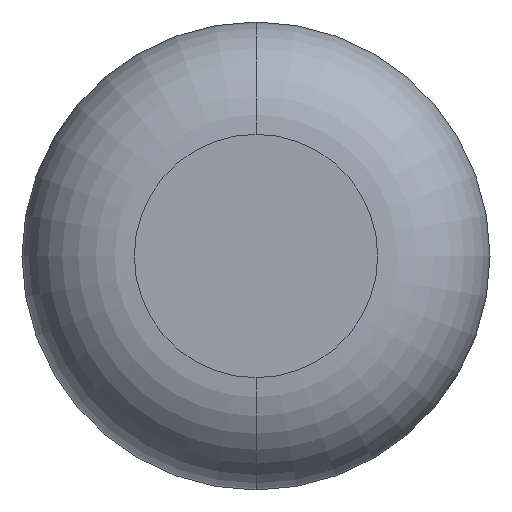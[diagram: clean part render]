
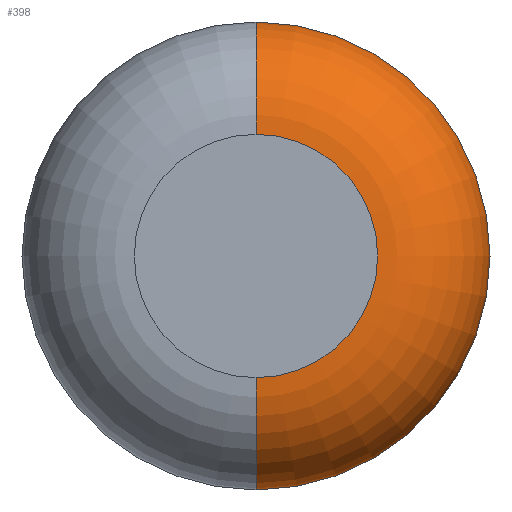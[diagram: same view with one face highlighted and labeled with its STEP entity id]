
A CAD part, front view. The second image highlights one B-rep face of the part: STEP entity #398.
In plain terms, the highlighted toroidal (fillet/blend) face has major radius 0.826 mm and minor radius 0.762 mm.
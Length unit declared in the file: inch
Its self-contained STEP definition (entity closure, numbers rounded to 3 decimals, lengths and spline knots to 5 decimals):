
#17 = DIRECTION ( 'NONE',  ( 0., 0., -1. ) ) ;
#21 = CIRCLE ( 'NONE', #139, 0.0625 ) ;
#22 = TOROIDAL_SURFACE ( 'NONE', #232, 0.0325, 0.03 ) ;
#40 = CARTESIAN_POINT ( 'NONE',  ( 0., 0., -0.0325 ) ) ;
#61 = DIRECTION ( 'NONE',  ( 0., 0., -1. ) ) ;
#74 = DIRECTION ( 'NONE',  ( 0., 0., -1. ) ) ;
#103 = CARTESIAN_POINT ( 'NONE',  ( 0., 0.03, 0.0325 ) ) ;
#130 = ORIENTED_EDGE ( 'NONE', *, *, #382, .T. ) ;
#139 = AXIS2_PLACEMENT_3D ( 'NONE', #536, #284, #74 ) ;
#146 = DIRECTION ( 'NONE',  ( 0., 0., 1. ) ) ;
#171 = ORIENTED_EDGE ( 'NONE', *, *, #289, .F. ) ;
#172 = CARTESIAN_POINT ( 'NONE',  ( 0., 0., 0.0325 ) ) ;
#184 = AXIS2_PLACEMENT_3D ( 'NONE', #250, #431, #205 ) ;
#193 = CARTESIAN_POINT ( 'NONE',  ( 0., 0.03, -0.0325 ) ) ;
#205 = DIRECTION ( 'NONE',  ( 0., 0., -1. ) ) ;
#222 = ORIENTED_EDGE ( 'NONE', *, *, #513, .F. ) ;
#232 = AXIS2_PLACEMENT_3D ( 'NONE', #346, #325, #61 ) ;
#235 = DIRECTION ( 'NONE',  ( 1., 0., 0. ) ) ;
#250 = CARTESIAN_POINT ( 'NONE',  ( 0., 0., 0. ) ) ;
#257 = CIRCLE ( 'NONE', #304, 0.03 ) ;
#284 = DIRECTION ( 'NONE',  ( 0., -1., 0. ) ) ;
#289 = EDGE_CURVE ( 'NONE', #537, #309, #303, .T. ) ;
#303 = CIRCLE ( 'NONE', #184, 0.0325 ) ;
#304 = AXIS2_PLACEMENT_3D ( 'NONE', #103, #235, #17 ) ;
#309 = VERTEX_POINT ( 'NONE', #172 ) ;
#310 = CARTESIAN_POINT ( 'NONE',  ( 0., 0.03, 0.0625 ) ) ;
#325 = DIRECTION ( 'NONE',  ( 0., -1., 0. ) ) ;
#340 = VERTEX_POINT ( 'NONE', #521 ) ;
#346 = CARTESIAN_POINT ( 'NONE',  ( 0., 0.03, 0. ) ) ;
#375 = CIRCLE ( 'NONE', #535, 0.03 ) ;
#381 = FACE_OUTER_BOUND ( 'NONE', #451, .T. ) ;
#382 = EDGE_CURVE ( 'NONE', #340, #514, #21, .T. ) ;
#398 = ADVANCED_FACE ( 'NONE', ( #381 ), #22, .T. ) ;
#416 = ORIENTED_EDGE ( 'NONE', *, *, #499, .T. ) ;
#431 = DIRECTION ( 'NONE',  ( 0., -1., 0. ) ) ;
#451 = EDGE_LOOP ( 'NONE', ( #130, #416, #171, #222 ) ) ;
#499 = EDGE_CURVE ( 'NONE', #514, #309, #257, .T. ) ;
#513 = EDGE_CURVE ( 'NONE', #340, #537, #375, .T. ) ;
#514 = VERTEX_POINT ( 'NONE', #310 ) ;
#521 = CARTESIAN_POINT ( 'NONE',  ( 0., 0.03, -0.0625 ) ) ;
#522 = DIRECTION ( 'NONE',  ( -1., 0., 0. ) ) ;
#535 = AXIS2_PLACEMENT_3D ( 'NONE', #193, #522, #146 ) ;
#536 = CARTESIAN_POINT ( 'NONE',  ( 0., 0.03, 0. ) ) ;
#537 = VERTEX_POINT ( 'NONE', #40 ) ;
